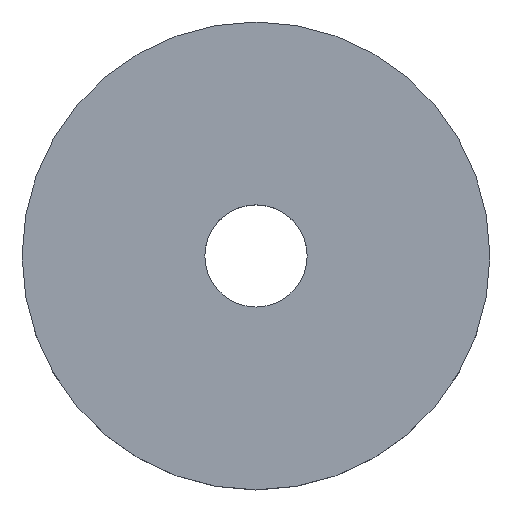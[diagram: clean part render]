
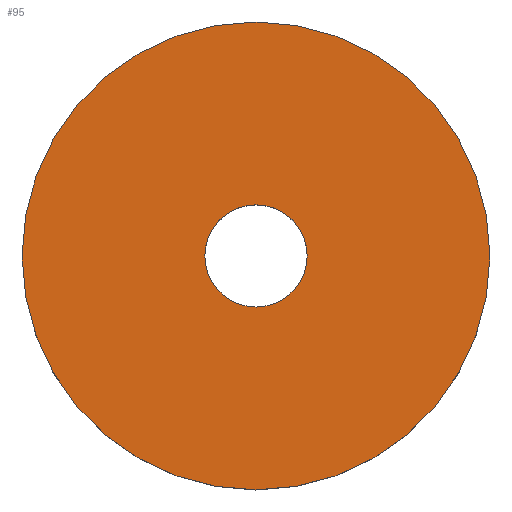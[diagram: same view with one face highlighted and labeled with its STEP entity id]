
A CAD part, top view. The second image highlights one B-rep face of the part: STEP entity #95.
In plain terms, the highlighted planar face has unit normal (0, 0, 1).
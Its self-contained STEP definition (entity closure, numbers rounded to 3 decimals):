
#55=EDGE_CURVE('',#69,#101,#125,.T.);
#59=EDGE_CURVE('',#99,#89,#129,.T.);
#61=EDGE_CURVE('',#89,#99,#131,.T.);
#63=EDGE_CURVE('',#101,#69,#133,.T.);
#69=VERTEX_POINT('',#141);
#89=VERTEX_POINT('',#163);
#95=ADVANCED_FACE('',(#170,#171),#172,.T.);
#99=VERTEX_POINT('',#177);
#101=VERTEX_POINT('',#179);
#125=CIRCLE('',#194,6.5);
#129=CIRCLE('',#201,29.75);
#131=CIRCLE('',#204,29.75);
#133=CIRCLE('',#207,6.5);
#141=CARTESIAN_POINT('',(-6.5,0.0,10.0));
#163=CARTESIAN_POINT('',(29.75,0.,10.0));
#170=FACE_BOUND('',#253,.T.);
#171=FACE_OUTER_BOUND('',#254,.T.);
#172=PLANE('',#255);
#177=CARTESIAN_POINT('',(-29.75,0.0,10.0));
#179=CARTESIAN_POINT('',(6.5,0.,10.0));
#194=AXIS2_PLACEMENT_3D('',#270,#271,#272);
#201=AXIS2_PLACEMENT_3D('',#274,#275,#276);
#204=AXIS2_PLACEMENT_3D('',#277,#278,#279);
#207=AXIS2_PLACEMENT_3D('',#280,#281,#282);
#253=EDGE_LOOP('',(#328,#329));
#254=EDGE_LOOP('',(#330,#331));
#255=AXIS2_PLACEMENT_3D('',#332,#333,#334);
#270=CARTESIAN_POINT('',(0.0,0.0,10.0));
#271=DIRECTION('',(0.0,0.0,-1.0));
#272=DIRECTION('',(1.0,0.0,0.0));
#274=CARTESIAN_POINT('',(0.0,0.0,10.0));
#275=DIRECTION('',(0.0,0.0,-1.0));
#276=DIRECTION('',(-1.0,0.0,0.0));
#277=CARTESIAN_POINT('',(0.0,0.0,10.0));
#278=DIRECTION('',(0.0,0.0,-1.0));
#279=DIRECTION('',(-1.0,0.0,0.0));
#280=CARTESIAN_POINT('',(0.0,0.0,10.0));
#281=DIRECTION('',(0.0,0.0,-1.0));
#282=DIRECTION('',(1.0,0.0,0.0));
#328=ORIENTED_EDGE('',*,*,#55,.T.);
#329=ORIENTED_EDGE('',*,*,#63,.T.);
#330=ORIENTED_EDGE('',*,*,#59,.F.);
#331=ORIENTED_EDGE('',*,*,#61,.F.);
#332=CARTESIAN_POINT('',(0.0,0.0,10.0));
#333=DIRECTION('',(0.0,0.0,1.0));
#334=DIRECTION('',(1.0,0.0,0.0));
